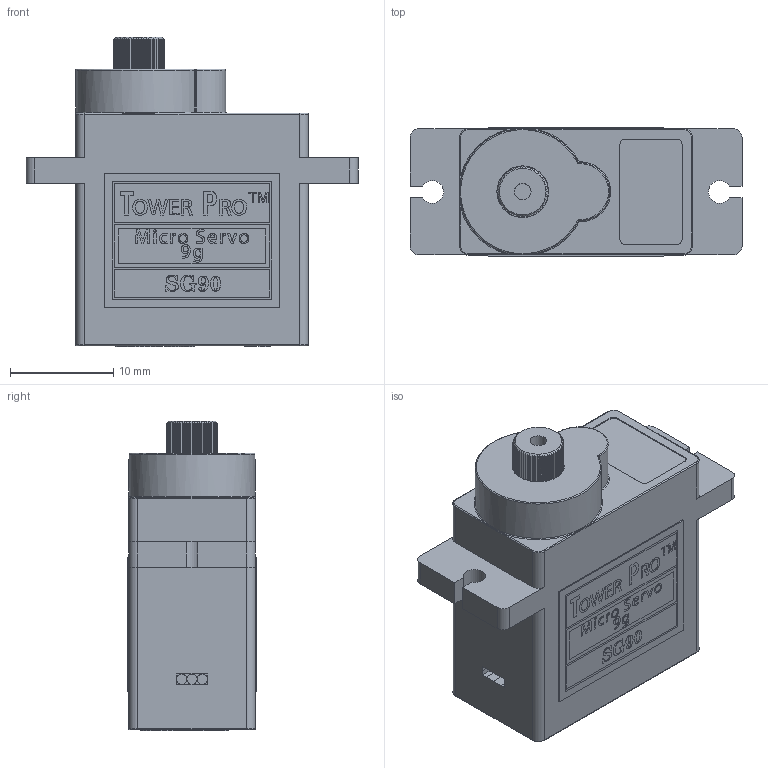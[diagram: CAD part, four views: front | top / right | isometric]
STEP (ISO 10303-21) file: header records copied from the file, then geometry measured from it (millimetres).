
FILE_DESCRIPTION(/* description */ ('STEP AP214'),/* implementation_level */ '2;1');
FILE_NAME(/* name */ '5feaa4520f3f3011f147f460',/* time_stamp */ '2020-12-29T03:36:52+00:00',/* author */ (''),/* organization */ (''),/* preprocessor_version */ 'ST-DEVELOPER v18.1',/* originating_system */ ' ',/* authorisation */ ' ');
FILE_SCHEMA (('AUTOMOTIVE_DESIGN {1 0 10303 214 3 1 1}'));
Length unit declared in the file: metre
Products named in the file (1): Part 1
Bounding box: 32.1 x 12.4 x 29.95 mm (x, y, z)
Volume: 7037.9 mm3; surface area: 2885.6 mm2
Topology: 1 solids, 1 shells, 602 faces, 2161 edges, 1679 vertices
Faces by surface type: plane 431, cylinder 120, torus 25, bspline 23, sphere 2, cone 1
Full cylindrical faces by diameter (mm): 0.2 x1, 0.5 x1, 1.6 x1, 1.8 x4, 2 x4, 5 x1
Entity records: 28912 total; most frequent: CARTESIAN_POINT 10438, ORIENTED_EDGE 4282, DIRECTION 3272, EDGE_CURVE 2141, VERTEX_POINT 1674, LINE 1240, VECTOR 1240, AXIS2_PLACEMENT_3D 1016
